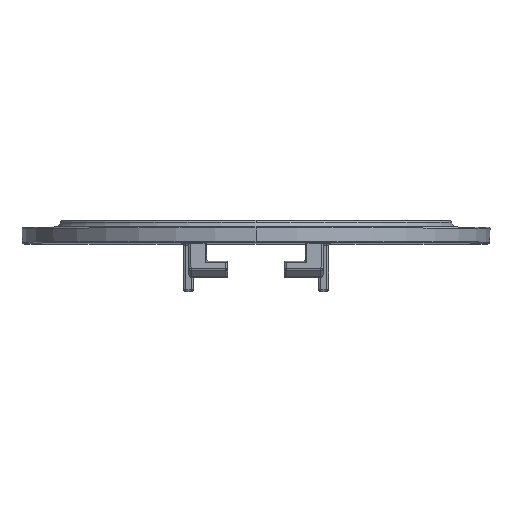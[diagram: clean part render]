
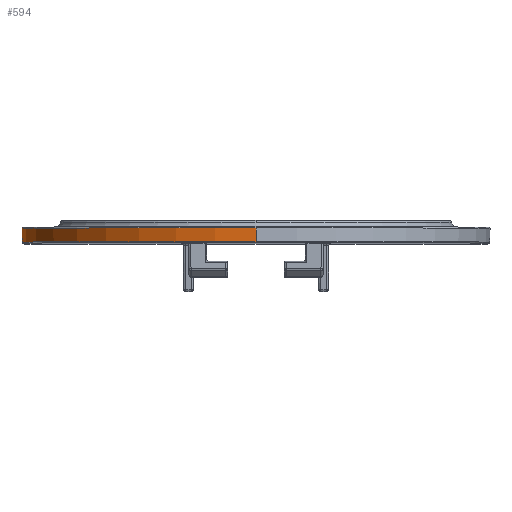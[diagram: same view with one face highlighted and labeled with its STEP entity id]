
A CAD part, top view. The second image highlights one B-rep face of the part: STEP entity #594.
In plain terms, the highlighted conical face has half-angle 1 degrees and reference radius 22 mm.
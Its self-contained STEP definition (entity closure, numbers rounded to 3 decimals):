
#594 = ADVANCED_FACE ( 'NONE', ( #17641 ), #7902, .T. ) ;
#932 = VERTEX_POINT ( 'NONE', #14885 ) ;
#1787 = AXIS2_PLACEMENT_3D ( 'NONE', #15933, #14393, #17762 ) ;
#1994 = CARTESIAN_POINT ( 'NONE',  ( 0., 13.85, -23. ) ) ;
#3742 = CIRCLE ( 'NONE', #1787, 21.976 ) ;
#3804 = CARTESIAN_POINT ( 'NONE',  ( -21.998, 13.748, -23. ) ) ;
#4022 = CARTESIAN_POINT ( 'NONE',  ( 0., 12.448, -1.024 ) ) ;
#4759 = LINE ( 'NONE', #4856, #6721 ) ;
#4856 = CARTESIAN_POINT ( 'NONE',  ( 0., 13.85, -1. ) ) ;
#5327 = EDGE_CURVE ( 'NONE', #12676, #932, #4759, .T. ) ;
#6692 = DIRECTION ( 'NONE',  ( 0., 1., 0. ) ) ;
#6721 = VECTOR ( 'NONE', #7736, 1000. ) ;
#7571 = EDGE_CURVE ( 'NONE', #8863, #12676, #3742, .T. ) ;
#7736 = DIRECTION ( 'NONE',  ( 0., 1., 0.017 ) ) ;
#7902 = CONICAL_SURFACE ( 'NONE', #18990, 22., 0.017 ) ;
#8316 = CIRCLE ( 'NONE', #14191, 21.998 ) ;
#8863 = VERTEX_POINT ( 'NONE', #11335 ) ;
#9112 = CARTESIAN_POINT ( 'NONE',  ( -22., 13.85, -23. ) ) ;
#9123 = ORIENTED_EDGE ( 'NONE', *, *, #7571, .T. ) ;
#10224 = ORIENTED_EDGE ( 'NONE', *, *, #5327, .T. ) ;
#10364 = DIRECTION ( 'NONE',  ( 0., 0., -1. ) ) ;
#10847 = EDGE_LOOP ( 'NONE', ( #9123, #10224, #12292, #19392 ) ) ;
#11335 = CARTESIAN_POINT ( 'NONE',  ( -21.976, 12.448, -23. ) ) ;
#12292 = ORIENTED_EDGE ( 'NONE', *, *, #12966, .T. ) ;
#12676 = VERTEX_POINT ( 'NONE', #4022 ) ;
#12966 = EDGE_CURVE ( 'NONE', #932, #16182, #8316, .T. ) ;
#13456 = EDGE_CURVE ( 'NONE', #8863, #16182, #18207, .T. ) ;
#14191 = AXIS2_PLACEMENT_3D ( 'NONE', #17714, #16502, #10364 ) ;
#14393 = DIRECTION ( 'NONE',  ( 0., 1., 0. ) ) ;
#14856 = VECTOR ( 'NONE', #17081, 1000. ) ;
#14885 = CARTESIAN_POINT ( 'NONE',  ( 0., 13.748, -1.002 ) ) ;
#15933 = CARTESIAN_POINT ( 'NONE',  ( 0., 12.448, -23. ) ) ;
#16182 = VERTEX_POINT ( 'NONE', #3804 ) ;
#16502 = DIRECTION ( 'NONE',  ( 0., -1., 0. ) ) ;
#17081 = DIRECTION ( 'NONE',  ( -0.017, 1., 0. ) ) ;
#17641 = FACE_OUTER_BOUND ( 'NONE', #10847, .T. ) ;
#17714 = CARTESIAN_POINT ( 'NONE',  ( 0., 13.748, -23. ) ) ;
#17762 = DIRECTION ( 'NONE',  ( 0., 0., 1. ) ) ;
#17852 = DIRECTION ( 'NONE',  ( 0., 0., 1. ) ) ;
#18207 = LINE ( 'NONE', #9112, #14856 ) ;
#18990 = AXIS2_PLACEMENT_3D ( 'NONE', #1994, #6692, #17852 ) ;
#19392 = ORIENTED_EDGE ( 'NONE', *, *, #13456, .F. ) ;
